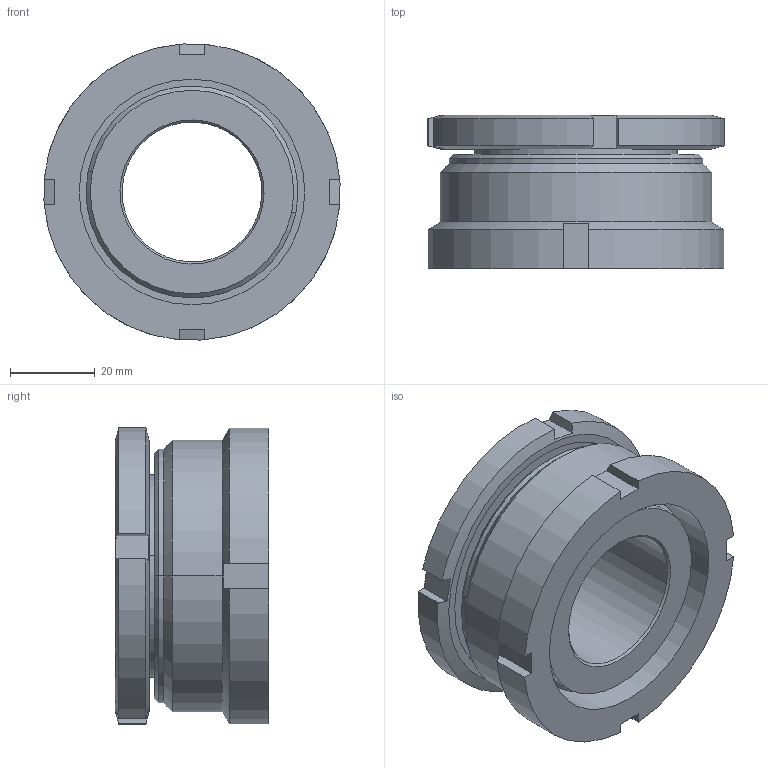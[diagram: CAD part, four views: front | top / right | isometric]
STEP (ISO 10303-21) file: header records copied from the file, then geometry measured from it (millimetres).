
FILE_DESCRIPTION (( 'STEP AP214' ), '1' );
FILE_NAME ('NAE 50-33 0-0 A1.STEP', '2015-08-18T13:41:34', ( '' ), ( '' ), 'SwSTEP 2.0', 'SolidWorks 2015', '' );
FILE_SCHEMA (( 'AUTOMOTIVE_DESIGN' ));
Length unit declared in the file: millimetre
Products named in the file (3): NAE 50-33 1-0 A1; NAE 50-33 0-0 A1; NAE 50 2-0 A1
Assembly tree (2 placements, depth 2):
  NAE 50-33 0-0 A1
    NAE 50 2-0 A1
    NAE 50-33 1-0 A1
Bounding box: 69.88 x 36.19 x 69.88 mm (x, y, z)
Volume: 83839 mm3; surface area: 28749.1 mm2
Topology: 2 solids, 2 shells, 85 faces, 204 edges, 126 vertices
Faces by surface type: plane 31, cylinder 26, cone 22, torus 6
Entity records: 2736 total; most frequent: CARTESIAN_POINT 622, DIRECTION 420, ORIENTED_EDGE 408, EDGE_CURVE 204, AXIS2_PLACEMENT_3D 168, VERTEX_POINT 126, EDGE_LOOP 92, ADVANCED_FACE 85
